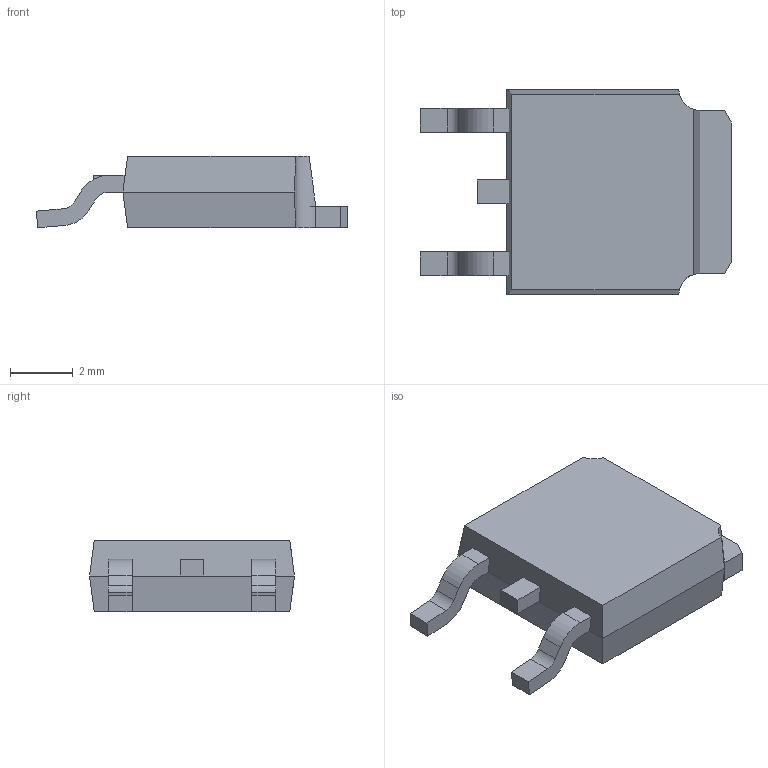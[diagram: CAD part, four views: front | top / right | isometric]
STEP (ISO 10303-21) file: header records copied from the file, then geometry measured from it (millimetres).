
FILE_DESCRIPTION((''),'2;1');
FILE_NAME('TO228P991X239-3N-R546X521.stp','2012-05-09T09:22:04',(''),(''),'Mechanical Desktop 2011','Mechanical Desktop 2011',', , ');
FILE_SCHEMA(('AUTOMOTIVE_DESIGN { 1 2 10303 214 1 1 1 1 }'));
Length unit declared in the file: millimetre
Products named in the file (1): Product
Bounding box: 9.94 x 6.54 x 2.29 mm (x, y, z)
Volume: 93.1 mm3; surface area: 224 mm2
Topology: 5 solids, 5 shells, 57 faces, 137 edges, 90 vertices
Faces by surface type: plane 47, cylinder 10
Entity records: 1693 total; most frequent: CARTESIAN_POINT 285, DIRECTION 279, ORIENTED_EDGE 274, EDGE_CURVE 137, VECTOR 111, LINE 111, VERTEX_POINT 90, AXIS2_PLACEMENT_3D 84
